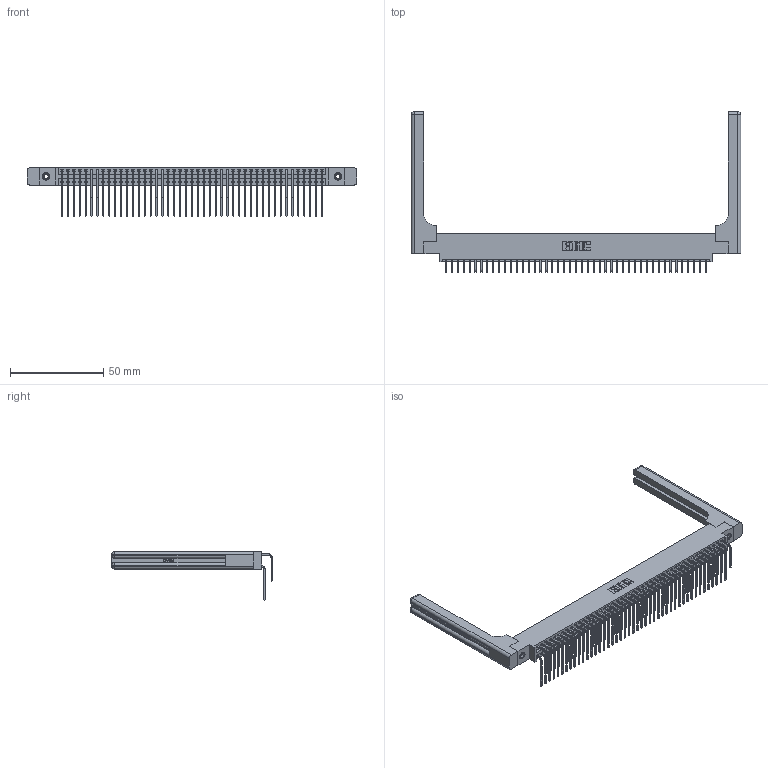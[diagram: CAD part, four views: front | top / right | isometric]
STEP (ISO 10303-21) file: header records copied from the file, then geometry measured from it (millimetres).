
FILE_DESCRIPTION (( 'STEP AP203' ), '1' );
FILE_NAME ('346-090-559-858.STEP', '2022-05-26T05:27:58', ( '' ), ( '' ), 'SwSTEP 2.0', 'SolidWorks 2020', '' );
FILE_SCHEMA (( 'CONFIG_CONTROL_DESIGN' ));
Length unit declared in the file: inch
Products named in the file (6): 345-292-001_559 Tail - 2; 345-250-001_345-250-001-102; 346 Part_0.170 Offset - 0.156 Dia-TH; 345-292-001_558 559 Tail - 1; 346-090-559-858; 346-220-058_345-220-058
Assembly tree (95 placements, depth 2):
  346-090-559-858
    346 Part_0.170 Offset - 0.156 Dia-TH
    345-292-001_558 559 Tail - 1  x45
    345-292-001_559 Tail - 2  x45
    345-250-001_345-250-001-102  x2
    346-220-058_345-220-058  x2
Bounding box: 176.94 x 86.17 x 26.16 mm (x, y, z)
Volume: 25117.5 mm3; surface area: 31949.2 mm2
Topology: 95 solids, 95 shells, 5256 faces, 15533 edges, 10214 vertices
Faces by surface type: plane 3572, cylinder 1624, bspline 36, cone 12, sphere 8, torus 4
Entity records: 36478 total; most frequent: CARTESIAN_POINT 7074, ORIENTED_EDGE 5752, DIRECTION 5188, EDGE_CURVE 2876, VECTOR 2432, LINE 2432, VERTEX_POINT 1906, AXIS2_PLACEMENT_3D 1378
